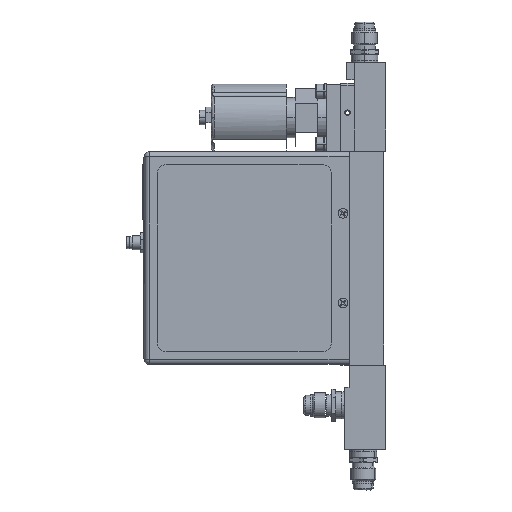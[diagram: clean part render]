
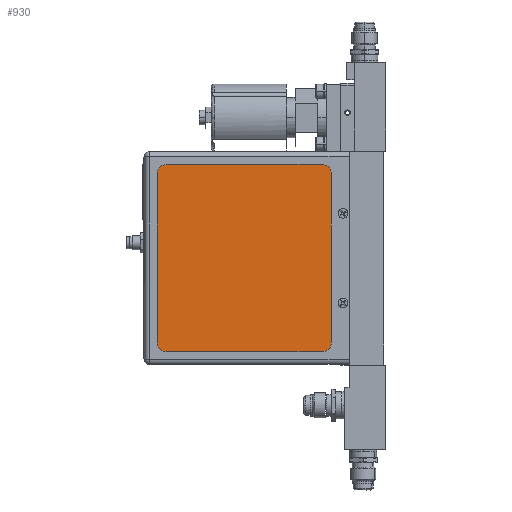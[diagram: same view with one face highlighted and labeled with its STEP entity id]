
A CAD part, left-side view. The second image highlights one B-rep face of the part: STEP entity #930.
In plain terms, the highlighted planar face has unit normal (-1, 0, 0).
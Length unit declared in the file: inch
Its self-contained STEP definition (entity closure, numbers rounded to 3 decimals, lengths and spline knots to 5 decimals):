
#738 = CARTESIAN_POINT ( 'NONE',  ( -0.47358, 1.84731, -1.85023 ) ) ;
#930 = ADVANCED_FACE ( 'NONE', ( #11819 ), #12402, .F. ) ;
#1318 = CARTESIAN_POINT ( 'NONE',  ( -0.47358, 5.53629, -2.05889 ) ) ;
#1856 = EDGE_CURVE ( 'NONE', #37572, #4516, #49777, .T. ) ;
#2052 = CARTESIAN_POINT ( 'NONE',  ( -0.47358, 5.74495, -1.85023 ) ) ;
#2330 = ORIENTED_EDGE ( 'NONE', *, *, #23699, .T. ) ;
#4108 = DIRECTION ( 'NONE',  ( 0., 0., -1. ) ) ;
#4514 = CARTESIAN_POINT ( 'NONE',  ( -0.47358, 2.05597, -2.05889 ) ) ;
#4516 = VERTEX_POINT ( 'NONE', #35053 ) ;
#8136 = VERTEX_POINT ( 'NONE', #21941 ) ;
#8753 = EDGE_LOOP ( 'NONE', ( #48417, #14455, #33007, #12368, #54383, #2330, #25343, #27013 ) ) ;
#10557 = AXIS2_PLACEMENT_3D ( 'NONE', #29706, #56904, #16742 ) ;
#11249 = CARTESIAN_POINT ( 'NONE',  ( -0.47358, 2.05597, -2.05889 ) ) ;
#11819 = FACE_OUTER_BOUND ( 'NONE', #8753, .T. ) ;
#11950 = EDGE_CURVE ( 'NONE', #26364, #38923, #49387, .T. ) ;
#12368 = ORIENTED_EDGE ( 'NONE', *, *, #25417, .T. ) ;
#12402 = PLANE ( 'NONE',  #36419 ) ;
#12509 = DIRECTION ( 'NONE',  ( -1., 0., 0. ) ) ;
#12590 = DIRECTION ( 'NONE',  ( 0., 0., -1. ) ) ;
#13429 = CIRCLE ( 'NONE', #10557, 0.20866 ) ;
#13667 = DIRECTION ( 'NONE',  ( 0., -1., 0. ) ) ;
#13833 = CARTESIAN_POINT ( 'NONE',  ( -0.47358, 5.74495, 1.91749 ) ) ;
#14139 = DIRECTION ( 'NONE',  ( 0., 0., -1. ) ) ;
#14455 = ORIENTED_EDGE ( 'NONE', *, *, #1856, .T. ) ;
#14978 = EDGE_CURVE ( 'NONE', #29165, #37572, #23752, .T. ) ;
#15087 = DIRECTION ( 'NONE',  ( 0., 0., -1. ) ) ;
#15442 = EDGE_CURVE ( 'NONE', #4516, #8136, #13429, .T. ) ;
#16343 = DIRECTION ( 'NONE',  ( 0., 0., -1. ) ) ;
#16399 = VECTOR ( 'NONE', #26465, 39.37008 ) ;
#16742 = DIRECTION ( 'NONE',  ( 0., 0., 1. ) ) ;
#18668 = DIRECTION ( 'NONE',  ( 0., 0., 1. ) ) ;
#19444 = CARTESIAN_POINT ( 'NONE',  ( -0.47358, 5.74495, -1.85023 ) ) ;
#20615 = LINE ( 'NONE', #19444, #34909 ) ;
#21007 = CARTESIAN_POINT ( 'NONE',  ( -0.47358, 1.84731, -1.85023 ) ) ;
#21941 = CARTESIAN_POINT ( 'NONE',  ( -0.47358, 2.05597, 2.12615 ) ) ;
#22709 = LINE ( 'NONE', #4514, #37551 ) ;
#22804 = CARTESIAN_POINT ( 'NONE',  ( -0.47358, 2.05597, -1.85023 ) ) ;
#23699 = EDGE_CURVE ( 'NONE', #38923, #57219, #20615, .T. ) ;
#23752 = CIRCLE ( 'NONE', #39705, 0.20866 ) ;
#25343 = ORIENTED_EDGE ( 'NONE', *, *, #38346, .T. ) ;
#25417 = EDGE_CURVE ( 'NONE', #8136, #26364, #26750, .T. ) ;
#26364 = VERTEX_POINT ( 'NONE', #34733 ) ;
#26465 = DIRECTION ( 'NONE',  ( 0., 1., 0. ) ) ;
#26750 = LINE ( 'NONE', #36465, #16399 ) ;
#27013 = ORIENTED_EDGE ( 'NONE', *, *, #27979, .T. ) ;
#27979 = EDGE_CURVE ( 'NONE', #56722, #29165, #22709, .T. ) ;
#29165 = VERTEX_POINT ( 'NONE', #11249 ) ;
#29706 = CARTESIAN_POINT ( 'NONE',  ( -0.47358, 2.05597, 1.91749 ) ) ;
#30320 = VECTOR ( 'NONE', #18668, 39.37008 ) ;
#33007 = ORIENTED_EDGE ( 'NONE', *, *, #15442, .T. ) ;
#34292 = CIRCLE ( 'NONE', #40837, 0.20866 ) ;
#34733 = CARTESIAN_POINT ( 'NONE',  ( -0.47358, 5.53629, 2.12615 ) ) ;
#34909 = VECTOR ( 'NONE', #15087, 39.37008 ) ;
#35028 = DIRECTION ( 'NONE',  ( 1., 0., 0. ) ) ;
#35053 = CARTESIAN_POINT ( 'NONE',  ( -0.47358, 1.84731, 1.91749 ) ) ;
#35294 = CARTESIAN_POINT ( 'NONE',  ( -0.47358, 5.53629, 1.91749 ) ) ;
#36419 = AXIS2_PLACEMENT_3D ( 'NONE', #39422, #35028, #14139 ) ;
#36465 = CARTESIAN_POINT ( 'NONE',  ( -0.47358, 2.05597, 2.12615 ) ) ;
#37551 = VECTOR ( 'NONE', #13667, 39.37008 ) ;
#37572 = VERTEX_POINT ( 'NONE', #21007 ) ;
#38346 = EDGE_CURVE ( 'NONE', #57219, #56722, #34292, .T. ) ;
#38923 = VERTEX_POINT ( 'NONE', #13833 ) ;
#39422 = CARTESIAN_POINT ( 'NONE',  ( -0.47358, 2.05597, -1.85023 ) ) ;
#39705 = AXIS2_PLACEMENT_3D ( 'NONE', #22804, #40773, #12590 ) ;
#40773 = DIRECTION ( 'NONE',  ( -1., 0., 0. ) ) ;
#40837 = AXIS2_PLACEMENT_3D ( 'NONE', #42764, #12509, #16343 ) ;
#42764 = CARTESIAN_POINT ( 'NONE',  ( -0.47358, 5.53629, -1.85023 ) ) ;
#45671 = AXIS2_PLACEMENT_3D ( 'NONE', #35294, #53109, #4108 ) ;
#48417 = ORIENTED_EDGE ( 'NONE', *, *, #14978, .T. ) ;
#49387 = CIRCLE ( 'NONE', #45671, 0.20866 ) ;
#49777 = LINE ( 'NONE', #738, #30320 ) ;
#53109 = DIRECTION ( 'NONE',  ( -1., 0., 0. ) ) ;
#54383 = ORIENTED_EDGE ( 'NONE', *, *, #11950, .T. ) ;
#56722 = VERTEX_POINT ( 'NONE', #1318 ) ;
#56904 = DIRECTION ( 'NONE',  ( -1., 0., 0. ) ) ;
#57219 = VERTEX_POINT ( 'NONE', #2052 ) ;
